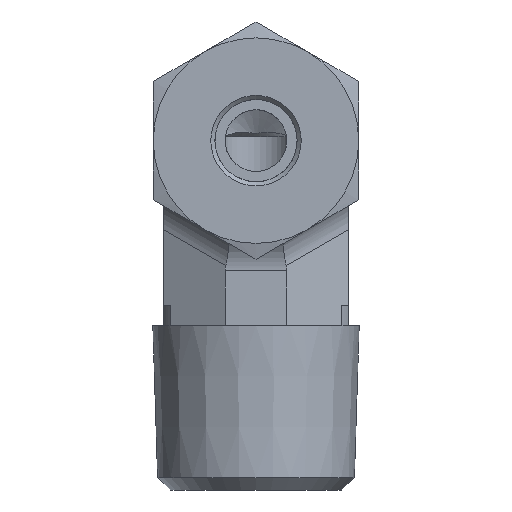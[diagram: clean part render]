
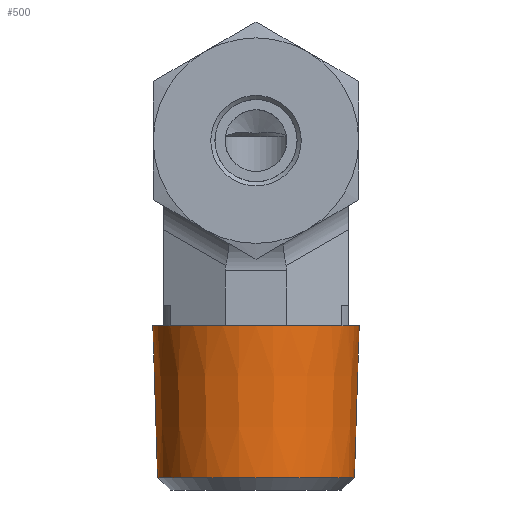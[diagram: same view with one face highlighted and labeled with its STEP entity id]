
A CAD part, front view. The second image highlights one B-rep face of the part: STEP entity #500.
In plain terms, the highlighted conical face has half-angle 1.791 degrees and reference radius 4.895 mm.
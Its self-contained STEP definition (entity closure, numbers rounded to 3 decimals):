
#311=CARTESIAN_POINT('',(-15.196,9.544,-7.4));
#312=VERTEX_POINT('',#311);
#313=CARTESIAN_POINT('',(-19.985,9.544,-7.4));
#314=DIRECTION('',(0.0,0.0,-1.0));
#315=DIRECTION('',(-1.0,0.0,0.0));
#316=AXIS2_PLACEMENT_3D('',#313,#314,#315);
#317=CIRCLE('',#316,4.789);
#318=EDGE_CURVE('',#312,#312,#317,.T.);
#354=CARTESIAN_POINT('',(-19.985,9.544,-4.));
#355=DIRECTION('',(0.0,0.0,1.0));
#356=DIRECTION('',(1.0,0.0,0.0));
#357=AXIS2_PLACEMENT_3D('',#354,#355,#356);
#358=CONICAL_SURFACE('',#357,4.895,1.791);
#359=CARTESIAN_POINT('',(-24.162,6.76,0.));
#360=VERTEX_POINT('',#359);
#361=CARTESIAN_POINT('',(-24.162,6.76,0.));
#362=VERTEX_POINT('',#361);
#363=CARTESIAN_POINT('',(-24.162,6.76,0.));
#364=DIRECTION('',(0.061,-0.035,-0.998));
#365=VECTOR('',#364,0.);
#366=LINE('',#363,#365);
#367=EDGE_CURVE('',#360,#362,#366,.T.);
#368=ORIENTED_EDGE('',*,*,#367,.F.);
#369=CARTESIAN_POINT('',(-24.485,7.318,0.));
#370=VERTEX_POINT('',#369);
#371=CARTESIAN_POINT('',(-19.985,9.544,0.));
#372=DIRECTION('',(0.0,0.0,1.0));
#373=DIRECTION('',(1.0,0.0,0.0));
#374=AXIS2_PLACEMENT_3D('',#371,#372,#373);
#375=CIRCLE('',#374,5.02);
#376=EDGE_CURVE('',#370,#360,#375,.T.);
#377=ORIENTED_EDGE('',*,*,#376,.F.);
#378=CARTESIAN_POINT('',(-24.485,7.318,0.));
#379=VERTEX_POINT('',#378);
#380=CARTESIAN_POINT('',(-24.485,7.318,0.));
#381=DIRECTION('',(0.0,-0.07,0.998));
#382=VECTOR('',#381,0.);
#383=LINE('',#380,#382);
#384=EDGE_CURVE('',#379,#370,#383,.T.);
#385=ORIENTED_EDGE('',*,*,#384,.F.);
#386=CARTESIAN_POINT('',(-24.485,11.77,0.));
#387=VERTEX_POINT('',#386);
#388=CARTESIAN_POINT('',(-19.985,9.544,0.));
#389=DIRECTION('',(0.0,0.0,1.0));
#390=DIRECTION('',(1.0,0.0,0.0));
#391=AXIS2_PLACEMENT_3D('',#388,#389,#390);
#392=CIRCLE('',#391,5.02);
#393=EDGE_CURVE('',#387,#379,#392,.T.);
#394=ORIENTED_EDGE('',*,*,#393,.F.);
#395=CARTESIAN_POINT('',(-24.485,11.77,0.));
#396=VERTEX_POINT('',#395);
#397=CARTESIAN_POINT('',(-24.485,11.77,0.));
#398=DIRECTION('',(0.0,-0.07,-0.998));
#399=VECTOR('',#398,0.);
#400=LINE('',#397,#399);
#401=EDGE_CURVE('',#396,#387,#400,.T.);
#402=ORIENTED_EDGE('',*,*,#401,.F.);
#403=CARTESIAN_POINT('',(-24.162,12.328,0.));
#404=VERTEX_POINT('',#403);
#405=CARTESIAN_POINT('',(-19.985,9.544,0.));
#406=DIRECTION('',(0.0,0.0,1.0));
#407=DIRECTION('',(1.0,0.0,0.0));
#408=AXIS2_PLACEMENT_3D('',#405,#406,#407);
#409=CIRCLE('',#408,5.02);
#410=EDGE_CURVE('',#404,#396,#409,.T.);
#411=ORIENTED_EDGE('',*,*,#410,.F.);
#412=CARTESIAN_POINT('',(-24.162,12.328,0.));
#413=VERTEX_POINT('',#412);
#414=CARTESIAN_POINT('',(-24.162,12.328,0.));
#415=DIRECTION('',(-0.061,-0.035,0.998));
#416=VECTOR('',#415,0.);
#417=LINE('',#414,#416);
#418=EDGE_CURVE('',#413,#404,#417,.T.);
#419=ORIENTED_EDGE('',*,*,#418,.F.);
#420=CARTESIAN_POINT('',(-15.807,12.328,0.));
#421=VERTEX_POINT('',#420);
#422=CARTESIAN_POINT('',(-19.985,9.544,0.));
#423=DIRECTION('',(0.0,0.0,1.0));
#424=DIRECTION('',(1.0,0.0,0.0));
#425=AXIS2_PLACEMENT_3D('',#422,#423,#424);
#426=CIRCLE('',#425,5.02);
#427=EDGE_CURVE('',#421,#413,#426,.T.);
#428=ORIENTED_EDGE('',*,*,#427,.F.);
#429=CARTESIAN_POINT('',(-15.807,12.328,0.));
#430=VERTEX_POINT('',#429);
#431=CARTESIAN_POINT('',(-15.807,12.328,0.));
#432=DIRECTION('',(-0.061,0.035,-0.998));
#433=VECTOR('',#432,0.);
#434=LINE('',#431,#433);
#435=EDGE_CURVE('',#430,#421,#434,.T.);
#436=ORIENTED_EDGE('',*,*,#435,.F.);
#437=CARTESIAN_POINT('',(-15.485,11.77,0.));
#438=VERTEX_POINT('',#437);
#439=CARTESIAN_POINT('',(-19.985,9.544,0.));
#440=DIRECTION('',(0.0,0.0,1.0));
#441=DIRECTION('',(1.0,0.0,0.0));
#442=AXIS2_PLACEMENT_3D('',#439,#440,#441);
#443=CIRCLE('',#442,5.02);
#444=EDGE_CURVE('',#438,#430,#443,.T.);
#445=ORIENTED_EDGE('',*,*,#444,.F.);
#446=CARTESIAN_POINT('',(-15.485,11.77,0.));
#447=VERTEX_POINT('',#446);
#448=CARTESIAN_POINT('',(-15.485,11.77,0.));
#449=DIRECTION('',(0.0,0.07,0.998));
#450=VECTOR('',#449,0.);
#451=LINE('',#448,#450);
#452=EDGE_CURVE('',#447,#438,#451,.T.);
#453=ORIENTED_EDGE('',*,*,#452,.F.);
#454=CARTESIAN_POINT('',(-15.485,7.318,0.));
#455=VERTEX_POINT('',#454);
#456=CARTESIAN_POINT('',(-19.985,9.544,0.));
#457=DIRECTION('',(0.0,0.0,1.0));
#458=DIRECTION('',(1.0,0.0,0.0));
#459=AXIS2_PLACEMENT_3D('',#456,#457,#458);
#460=CIRCLE('',#459,5.02);
#461=EDGE_CURVE('',#455,#447,#460,.T.);
#462=ORIENTED_EDGE('',*,*,#461,.F.);
#463=CARTESIAN_POINT('',(-15.485,7.318,0.));
#464=VERTEX_POINT('',#463);
#465=CARTESIAN_POINT('',(-15.485,7.318,0.));
#466=DIRECTION('',(0.0,0.07,-0.998));
#467=VECTOR('',#466,0.);
#468=LINE('',#465,#467);
#469=EDGE_CURVE('',#464,#455,#468,.T.);
#470=ORIENTED_EDGE('',*,*,#469,.F.);
#471=CARTESIAN_POINT('',(-15.807,6.76,0.));
#472=VERTEX_POINT('',#471);
#473=CARTESIAN_POINT('',(-19.985,9.544,0.));
#474=DIRECTION('',(0.0,0.0,1.0));
#475=DIRECTION('',(1.0,0.0,0.0));
#476=AXIS2_PLACEMENT_3D('',#473,#474,#475);
#477=CIRCLE('',#476,5.02);
#478=EDGE_CURVE('',#472,#464,#477,.T.);
#479=ORIENTED_EDGE('',*,*,#478,.F.);
#480=CARTESIAN_POINT('',(-15.807,6.76,0.));
#481=VERTEX_POINT('',#480);
#482=CARTESIAN_POINT('',(-15.807,6.76,0.));
#483=DIRECTION('',(0.061,0.035,0.998));
#484=VECTOR('',#483,0.);
#485=LINE('',#482,#484);
#486=EDGE_CURVE('',#481,#472,#485,.T.);
#487=ORIENTED_EDGE('',*,*,#486,.F.);
#488=CARTESIAN_POINT('',(-19.985,9.544,0.));
#489=DIRECTION('',(0.0,0.0,1.0));
#490=DIRECTION('',(1.0,0.0,0.0));
#491=AXIS2_PLACEMENT_3D('',#488,#489,#490);
#492=CIRCLE('',#491,5.02);
#493=EDGE_CURVE('',#362,#481,#492,.T.);
#494=ORIENTED_EDGE('',*,*,#493,.F.);
#495=EDGE_LOOP('',(#368,#377,#385,#394,#402,#411,#419,#428,#436,#445,#453,#462,#470,#479,#487,#494));
#496=FACE_OUTER_BOUND('',#495,.T.);
#497=ORIENTED_EDGE('',*,*,#318,.F.);
#498=EDGE_LOOP('',(#497));
#499=FACE_BOUND('',#498,.T.);
#500=ADVANCED_FACE('',(#496,#499),#358,.T.);
